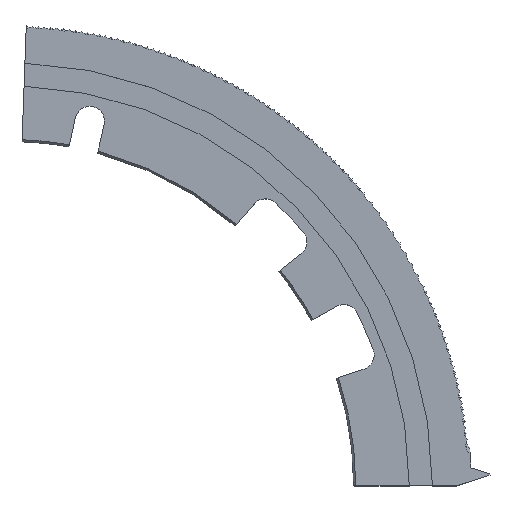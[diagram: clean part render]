
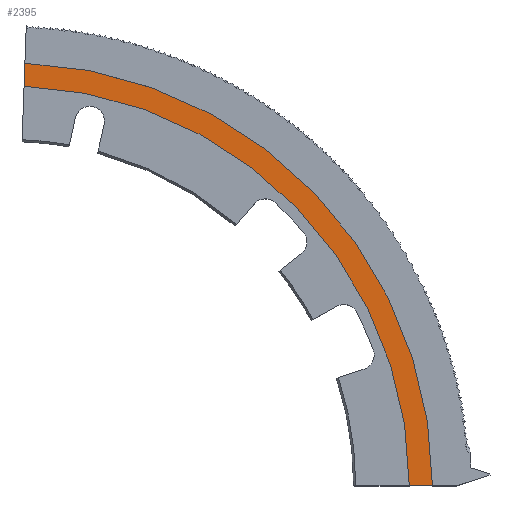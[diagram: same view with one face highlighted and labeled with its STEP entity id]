
A CAD part, top view. The second image highlights one B-rep face of the part: STEP entity #2395.
In plain terms, the highlighted planar face has unit normal (0, 0, 1).
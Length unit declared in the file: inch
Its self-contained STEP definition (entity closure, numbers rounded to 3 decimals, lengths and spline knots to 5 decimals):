
#246 = CARTESIAN_POINT ( 'NONE',  ( 0.2183, 5.949, -0.045 ) ) ;
#820 = VECTOR ( 'NONE', #3711, 39.37008 ) ;
#949 = DIRECTION ( 'NONE',  ( 1., 0., 0. ) ) ;
#999 = VERTEX_POINT ( 'NONE', #246 ) ;
#1424 = CARTESIAN_POINT ( 'NONE',  ( 0., 0., -0.045 ) ) ;
#1550 = CARTESIAN_POINT ( 'NONE',  ( 0.23091, 6.29251, -0.045 ) ) ;
#1662 = VERTEX_POINT ( 'NONE', #1699 ) ;
#1699 = CARTESIAN_POINT ( 'NONE',  ( 0.23091, 6.29251, -0.045 ) ) ;
#2062 = CIRCLE ( 'NONE', #3964, 6.29675 ) ;
#2075 = FACE_OUTER_BOUND ( 'NONE', #6317, .T. ) ;
#2327 = EDGE_CURVE ( 'NONE', #999, #3637, #2584, .T. ) ;
#2385 = DIRECTION ( 'NONE',  ( 1., 0., 0. ) ) ;
#2395 = ADVANCED_FACE ( 'NONE', ( #2075 ), #2583, .T. ) ;
#2453 = CARTESIAN_POINT ( 'NONE',  ( 0., 0., -0.045 ) ) ;
#2583 = PLANE ( 'NONE',  #2812 ) ;
#2584 = CIRCLE ( 'NONE', #5417, 5.953 ) ;
#2803 = LINE ( 'NONE', #4939, #5673 ) ;
#2812 = AXIS2_PLACEMENT_3D ( 'NONE', #5783, #4759, #949 ) ;
#3596 = CARTESIAN_POINT ( 'NONE',  ( 6.29675, 0., -0.045 ) ) ;
#3637 = VERTEX_POINT ( 'NONE', #4718 ) ;
#3711 = DIRECTION ( 'NONE',  ( -0.037, -0.999, 0. ) ) ;
#3964 = AXIS2_PLACEMENT_3D ( 'NONE', #1424, #4135, #6769 ) ;
#4135 = DIRECTION ( 'NONE',  ( 0., 0., 1. ) ) ;
#4241 = ORIENTED_EDGE ( 'NONE', *, *, #4954, .T. ) ;
#4245 = LINE ( 'NONE', #1550, #820 ) ;
#4294 = ORIENTED_EDGE ( 'NONE', *, *, #5452, .T. ) ;
#4718 = CARTESIAN_POINT ( 'NONE',  ( 5.953, 0., -0.045 ) ) ;
#4759 = DIRECTION ( 'NONE',  ( 0., 0., 1. ) ) ;
#4844 = EDGE_CURVE ( 'NONE', #6134, #1662, #2062, .T. ) ;
#4939 = CARTESIAN_POINT ( 'NONE',  ( 5.953, 0., -0.045 ) ) ;
#4954 = EDGE_CURVE ( 'NONE', #1662, #999, #4245, .T. ) ;
#5417 = AXIS2_PLACEMENT_3D ( 'NONE', #2453, #6782, #2385 ) ;
#5452 = EDGE_CURVE ( 'NONE', #3637, #6134, #2803, .T. ) ;
#5673 = VECTOR ( 'NONE', #6537, 39.37008 ) ;
#5783 = CARTESIAN_POINT ( 'NONE',  ( 0., 0., -0.045 ) ) ;
#6134 = VERTEX_POINT ( 'NONE', #3596 ) ;
#6142 = ORIENTED_EDGE ( 'NONE', *, *, #4844, .T. ) ;
#6317 = EDGE_LOOP ( 'NONE', ( #6142, #4241, #6571, #4294 ) ) ;
#6537 = DIRECTION ( 'NONE',  ( 1., 0., 0. ) ) ;
#6571 = ORIENTED_EDGE ( 'NONE', *, *, #2327, .T. ) ;
#6769 = DIRECTION ( 'NONE',  ( 1., 0., 0. ) ) ;
#6782 = DIRECTION ( 'NONE',  ( 0., 0., -1. ) ) ;
